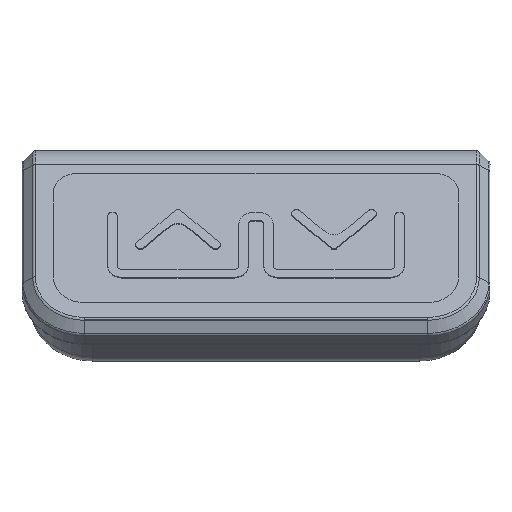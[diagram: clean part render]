
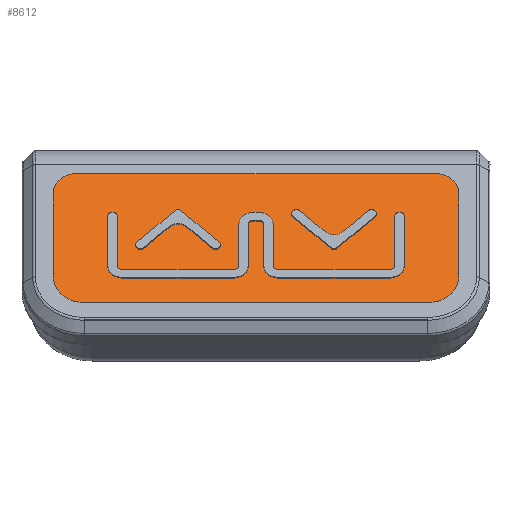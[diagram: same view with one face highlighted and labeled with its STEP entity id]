
A CAD part, front view. The second image highlights one B-rep face of the part: STEP entity #8612.
In plain terms, the highlighted planar face has unit normal (0, -0.827, 0.562).
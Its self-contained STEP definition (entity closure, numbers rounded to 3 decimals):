
#8416=DIRECTION('',(0.,0.562,0.827));
#8417=VECTOR('',#8416,13.);
#8418=CARTESIAN_POINT('',(-56.,-19.357,-4.778));
#8419=LINE('',#8418,#8417);
#8424=CARTESIAN_POINT('',(-7.,-12.056,5.978));
#8425=DIRECTION('',(0.,-0.827,0.562));
#8426=DIRECTION('',(1.,0.,0.));
#8427=AXIS2_PLACEMENT_3D('',#8424,#8425,#8426);
#8429=CARTESIAN_POINT('',(-8.,-19.357,-4.778));
#8430=DIRECTION('',(0.,-0.827,0.562));
#8431=DIRECTION('',(0.,-0.562,-0.827));
#8432=AXIS2_PLACEMENT_3D('',#8429,#8430,#8431);
#8434=DIRECTION('',(1.,0.,0.));
#8435=VECTOR('',#8434,44.);
#8436=CARTESIAN_POINT('',(-52.,-21.604,-8.088));
#8437=LINE('',#8436,#8435);
#8438=CARTESIAN_POINT('',(-52.,-19.357,-4.778));
#8439=DIRECTION('',(0.,-0.827,0.562));
#8440=DIRECTION('',(-1.,0.,0.));
#8441=AXIS2_PLACEMENT_3D('',#8438,#8439,#8440);
#8443=CARTESIAN_POINT('',(-53.,-12.056,5.978));
#8444=DIRECTION('',(0.,-0.827,0.562));
#8445=DIRECTION('',(0.,0.562,0.827));
#8446=AXIS2_PLACEMENT_3D('',#8443,#8444,#8445);
#8448=DIRECTION('',(-1.,0.,0.));
#8449=VECTOR('',#8448,46.);
#8450=CARTESIAN_POINT('',(-7.,-10.371,8.461));
#8451=LINE('',#8450,#8449);
#8468=DIRECTION('',(0.,-0.562,-0.827));
#8469=VECTOR('',#8468,13.);
#8470=CARTESIAN_POINT('',(-4.,-12.056,5.978));
#8471=LINE('',#8470,#8469);
#8481=CARTESIAN_POINT('',(-52.,-21.604,-8.088));
#8483=VERTEX_POINT('',#8481);
#8488=CARTESIAN_POINT('',(-4.,-12.056,5.978));
#8489=VERTEX_POINT('',#8488);
#8490=CARTESIAN_POINT('',(-8.,-21.604,-8.088));
#8491=VERTEX_POINT('',#8490);
#8492=CARTESIAN_POINT('',(-7.,-10.371,8.461));
#8493=CARTESIAN_POINT('',(-53.,-10.371,8.461));
#8494=VERTEX_POINT('',#8492);
#8495=VERTEX_POINT('',#8493);
#8496=CARTESIAN_POINT('',(-56.,-12.056,5.978));
#8497=VERTEX_POINT('',#8496);
#8498=CARTESIAN_POINT('',(-4.,-19.357,-4.778));
#8499=VERTEX_POINT('',#8498);
#8500=CARTESIAN_POINT('',(-56.,-19.357,-4.778));
#8501=VERTEX_POINT('',#8500);
#8593=CARTESIAN_POINT('',(-4.,-10.371,8.461));
#8594=DIRECTION('',(0.,-0.827,0.562));
#8595=DIRECTION('',(0.,-0.562,-0.827));
#8596=AXIS2_PLACEMENT_3D('',#8593,#8594,#8595);
#8597=PLANE('',#8596);
#8599=ORIENTED_EDGE('',*,*,#8598,.F.);
#8601=ORIENTED_EDGE('',*,*,#8600,.T.);
#8603=ORIENTED_EDGE('',*,*,#8602,.F.);
#8605=ORIENTED_EDGE('',*,*,#8604,.F.);
#8606=ORIENTED_EDGE('',*,*,#8586,.F.);
#8607=ORIENTED_EDGE('',*,*,#8574,.T.);
#8608=ORIENTED_EDGE('',*,*,#8536,.F.);
#8609=ORIENTED_EDGE('',*,*,#8523,.F.);
#8610=EDGE_LOOP('',(#8599,#8601,#8603,#8605,#8606,#8607,#8608,#8609));
#8611=FACE_OUTER_BOUND('',#8610,.F.);
#8612=ADVANCED_FACE('',(#8611),#8597,.T.);
#8428=CIRCLE('',#8427,3.);
#8433=CIRCLE('',#8432,4.);
#8442=CIRCLE('',#8441,4.);
#8447=CIRCLE('',#8446,3.);
#8523=EDGE_CURVE('',#8494,#8495,#8451,.T.);
#8536=EDGE_CURVE('',#8495,#8497,#8447,.T.);
#8574=EDGE_CURVE('',#8501,#8497,#8419,.T.);
#8586=EDGE_CURVE('',#8501,#8483,#8442,.T.);
#8598=EDGE_CURVE('',#8489,#8494,#8428,.T.);
#8600=EDGE_CURVE('',#8489,#8499,#8471,.T.);
#8602=EDGE_CURVE('',#8491,#8499,#8433,.T.);
#8604=EDGE_CURVE('',#8483,#8491,#8437,.T.);
